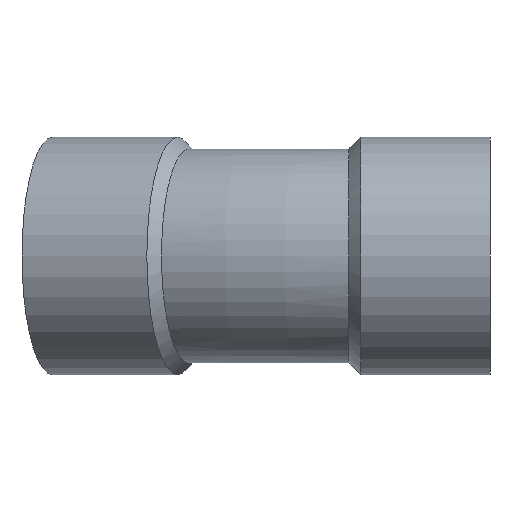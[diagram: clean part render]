
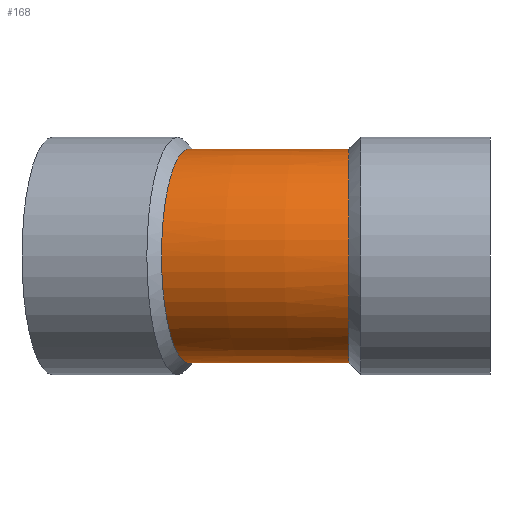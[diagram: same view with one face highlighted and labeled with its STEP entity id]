
A CAD part, left-side view. The second image highlights one B-rep face of the part: STEP entity #168.
In plain terms, the highlighted toroidal (fillet/blend) face has major radius 744.384 mm and minor radius 112.5 mm.
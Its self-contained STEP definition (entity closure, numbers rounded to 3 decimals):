
#27=TOROIDAL_SURFACE('',#201,744.384,112.5);
#30=FACE_OUTER_BOUND('',#42,.T.);
#42=EDGE_LOOP('',(#126,#127,#128,#129,#130,#131));
#57=B_SPLINE_CURVE_WITH_KNOTS('',3,(#286,#287,#288,#289,#290,#291,#292,
#293,#294,#295,#296,#297,#298,#299,#300,#301,#302,#303,#304,#305),
 .UNSPECIFIED.,.F.,.F.,(4,2,2,2,2,2,2,2,2,4),(-70.902,-68.414,
-65.926,-61.529,-57.13,-52.732,
-48.337,-43.945,-39.554,-35.456),
 .UNSPECIFIED.);
#58=B_SPLINE_CURVE_WITH_KNOTS('',3,(#306,#307,#308,#309,#310,#311,#312,
#313,#314,#315,#316,#317,#318,#319,#320,#321,#322,#323,#324,#325),
 .UNSPECIFIED.,.F.,.F.,(4,2,2,2,2,2,2,2,2,4),(-35.456,-35.161,
-30.763,-26.364,-21.966,-17.572,-13.179,
-8.787,-4.394,0.),.UNSPECIFIED.);
#59=B_SPLINE_CURVE_WITH_KNOTS('',3,(#330,#331,#332,#333,#334,#335,#336,
#337,#338,#339,#340,#341,#342,#343,#344,#345,#346,#347,#348,#349),
 .UNSPECIFIED.,.F.,.F.,(4,2,2,2,2,2,2,2,2,4),(-35.454,-34.884,
-30.417,-25.955,-21.488,-17.156,
-12.896,-8.652,-4.369,0.),.UNSPECIFIED.);
#60=B_SPLINE_CURVE_WITH_KNOTS('',3,(#350,#351,#352,#353,#354,#355,#356,
#357,#358,#359,#360,#361,#362,#363,#364,#365,#366,#367,#368,#369),
 .UNSPECIFIED.,.F.,.F.,(4,2,2,2,2,2,2,2,2,4),(-70.9,-68.213,
-65.584,-61.116,-56.65,-52.156,
-47.788,-43.555,-39.374,-35.454),
 .UNSPECIFIED.);
#74=CIRCLE('',#202,631.884);
#86=VERTEX_POINT('',#283);
#87=VERTEX_POINT('',#285);
#88=VERTEX_POINT('',#327);
#89=VERTEX_POINT('',#329);
#101=EDGE_CURVE('',#87,#86,#57,.T.);
#102=EDGE_CURVE('',#86,#87,#58,.T.);
#103=EDGE_CURVE('',#86,#88,#74,.T.);
#104=EDGE_CURVE('',#88,#89,#59,.T.);
#105=EDGE_CURVE('',#89,#88,#60,.T.);
#126=ORIENTED_EDGE('',*,*,#101,.T.);
#127=ORIENTED_EDGE('',*,*,#103,.T.);
#128=ORIENTED_EDGE('',*,*,#104,.T.);
#129=ORIENTED_EDGE('',*,*,#105,.T.);
#130=ORIENTED_EDGE('',*,*,#103,.F.);
#131=ORIENTED_EDGE('',*,*,#102,.T.);
#168=ADVANCED_FACE('',(#30),#27,.T.);
#201=AXIS2_PLACEMENT_3D('',#326,#230,#231);
#202=AXIS2_PLACEMENT_3D('',#328,#232,#233);
#230=DIRECTION('center_axis',(0.,0.,-1.));
#231=DIRECTION('ref_axis',(-1.,0.,0.));
#232=DIRECTION('center_axis',(0.,0.,1.));
#233=DIRECTION('ref_axis',(-1.,0.,0.));
#283=CARTESIAN_POINT('',(130.944,287.555,0.));
#285=CARTESIAN_POINT('',(-86.472,345.59,0.));
#286=CARTESIAN_POINT('Ctrl Pts',(-86.472,345.59,0.));
#287=CARTESIAN_POINT('Ctrl Pts',(-86.472,345.59,-8.295));
#288=CARTESIAN_POINT('Ctrl Pts',(-85.586,345.354,-16.564));
#289=CARTESIAN_POINT('Ctrl Pts',(-82.073,344.415,-32.747));
#290=CARTESIAN_POINT('Ctrl Pts',(-79.458,343.717,-40.612));
#291=CARTESIAN_POINT('Ctrl Pts',(-69.976,341.183,-61.358));
#292=CARTESIAN_POINT('Ctrl Pts',(-61.475,338.912,-73.256));
#293=CARTESIAN_POINT('Ctrl Pts',(-40.542,333.321,-93.01));
#294=CARTESIAN_POINT('Ctrl Pts',(-28.309,330.054,-100.675));
#295=CARTESIAN_POINT('Ctrl Pts',(-1.692,322.946,-110.717));
#296=CARTESIAN_POINT('Ctrl Pts',(12.436,319.174,-112.997));
#297=CARTESIAN_POINT('Ctrl Pts',(40.734,311.62,-111.822));
#298=CARTESIAN_POINT('Ctrl Pts',(54.633,307.911,-108.381));
#299=CARTESIAN_POINT('Ctrl Pts',(80.364,301.045,-96.184));
#300=CARTESIAN_POINT('Ctrl Pts',(91.952,297.954,-87.548));
#301=CARTESIAN_POINT('Ctrl Pts',(111.278,292.799,-66.172));
#302=CARTESIAN_POINT('Ctrl Pts',(118.833,290.785,-53.637));
#303=CARTESIAN_POINT('Ctrl Pts',(128.545,288.195,-27.185));
#304=CARTESIAN_POINT('Ctrl Pts',(130.944,287.555,-13.645));
#305=CARTESIAN_POINT('Ctrl Pts',(130.944,287.555,0.));
#306=CARTESIAN_POINT('Ctrl Pts',(130.944,287.555,0.));
#307=CARTESIAN_POINT('Ctrl Pts',(130.944,287.555,0.982));
#308=CARTESIAN_POINT('Ctrl Pts',(130.932,287.559,1.964));
#309=CARTESIAN_POINT('Ctrl Pts',(130.536,287.664,17.6));
#310=CARTESIAN_POINT('Ctrl Pts',(127.401,288.5,32.038));
#311=CARTESIAN_POINT('Ctrl Pts',(115.953,291.553,58.862));
#312=CARTESIAN_POINT('Ctrl Pts',(107.749,293.74,70.989));
#313=CARTESIAN_POINT('Ctrl Pts',(87.311,299.192,91.297));
#314=CARTESIAN_POINT('Ctrl Pts',(75.276,302.403,99.286));
#315=CARTESIAN_POINT('Ctrl Pts',(48.932,309.432,110.033));
#316=CARTESIAN_POINT('Ctrl Pts',(34.877,313.184,112.692));
#317=CARTESIAN_POINT('Ctrl Pts',(6.579,320.738,112.286));
#318=CARTESIAN_POINT('Ctrl Pts',(-7.393,324.468,109.228));
#319=CARTESIAN_POINT('Ctrl Pts',(-33.419,331.418,97.743));
#320=CARTESIAN_POINT('Ctrl Pts',(-45.223,334.571,89.428));
#321=CARTESIAN_POINT('Ctrl Pts',(-65.093,339.879,68.581));
#322=CARTESIAN_POINT('Ctrl Pts',(-72.967,341.982,56.25));
#323=CARTESIAN_POINT('Ctrl Pts',(-83.709,344.852,29.153));
#324=CARTESIAN_POINT('Ctrl Pts',(-86.472,345.59,14.647));
#325=CARTESIAN_POINT('Ctrl Pts',(-86.472,345.59,0.));
#326=CARTESIAN_POINT('Origin',(744.384,136.,0.));
#327=CARTESIAN_POINT('',(112.621,148.379,0.));
#328=CARTESIAN_POINT('Origin',(744.384,136.,0.));
#329=CARTESIAN_POINT('',(-112.407,148.593,0.));
#330=CARTESIAN_POINT('Ctrl Pts',(112.621,148.379,0.));
#331=CARTESIAN_POINT('Ctrl Pts',(112.621,148.379,-1.893));
#332=CARTESIAN_POINT('Ctrl Pts',(112.573,148.379,-3.789));
#333=CARTESIAN_POINT('Ctrl Pts',(111.725,148.38,-20.557));
#334=CARTESIAN_POINT('Ctrl Pts',(108.026,148.384,-35.133));
#335=CARTESIAN_POINT('Ctrl Pts',(95.175,148.4,-61.981));
#336=CARTESIAN_POINT('Ctrl Pts',(86.156,148.411,-73.991));
#337=CARTESIAN_POINT('Ctrl Pts',(63.959,148.436,-93.817));
#338=CARTESIAN_POINT('Ctrl Pts',(50.997,148.45,-101.433));
#339=CARTESIAN_POINT('Ctrl Pts',(23.281,148.478,-111.031));
#340=CARTESIAN_POINT('Ctrl Pts',(8.85,148.492,-113.085));
#341=CARTESIAN_POINT('Ctrl Pts',(-19.754,148.518,-111.64));
#342=CARTESIAN_POINT('Ctrl Pts',(-33.67,148.53,-108.246));
#343=CARTESIAN_POINT('Ctrl Pts',(-59.459,148.552,-96.485));
#344=CARTESIAN_POINT('Ctrl Pts',(-71.109,148.561,-88.239));
#345=CARTESIAN_POINT('Ctrl Pts',(-90.832,148.577,-67.768));
#346=CARTESIAN_POINT('Ctrl Pts',(-98.691,148.582,-55.693));
#347=CARTESIAN_POINT('Ctrl Pts',(-109.58,148.59,-28.986));
#348=CARTESIAN_POINT('Ctrl Pts',(-112.407,148.593,-14.562));
#349=CARTESIAN_POINT('Ctrl Pts',(-112.407,148.593,0.));
#350=CARTESIAN_POINT('Ctrl Pts',(-112.407,148.593,0.));
#351=CARTESIAN_POINT('Ctrl Pts',(-112.407,148.593,8.959));
#352=CARTESIAN_POINT('Ctrl Pts',(-111.337,148.592,17.886));
#353=CARTESIAN_POINT('Ctrl Pts',(-107.148,148.589,35.106));
#354=CARTESIAN_POINT('Ctrl Pts',(-104.088,148.586,43.351));
#355=CARTESIAN_POINT('Ctrl Pts',(-93.331,148.578,64.418));
#356=CARTESIAN_POINT('Ctrl Pts',(-83.993,148.571,76.205));
#357=CARTESIAN_POINT('Ctrl Pts',(-61.271,148.553,95.455));
#358=CARTESIAN_POINT('Ctrl Pts',(-48.113,148.543,102.73));
#359=CARTESIAN_POINT('Ctrl Pts',(-19.644,148.518,111.761));
#360=CARTESIAN_POINT('Ctrl Pts',(-4.606,148.505,113.395));
#361=CARTESIAN_POINT('Ctrl Pts',(24.81,148.476,110.716));
#362=CARTESIAN_POINT('Ctrl Pts',(38.918,148.462,106.594));
#363=CARTESIAN_POINT('Ctrl Pts',(64.377,148.435,93.41));
#364=CARTESIAN_POINT('Ctrl Pts',(75.575,148.423,84.623));
#365=CARTESIAN_POINT('Ctrl Pts',(94.024,148.401,63.499));
#366=CARTESIAN_POINT('Ctrl Pts',(101.162,148.393,51.389));
#367=CARTESIAN_POINT('Ctrl Pts',(110.354,148.382,25.996));
#368=CARTESIAN_POINT('Ctrl Pts',(112.621,148.379,13.04));
#369=CARTESIAN_POINT('Ctrl Pts',(112.621,148.379,0.));
